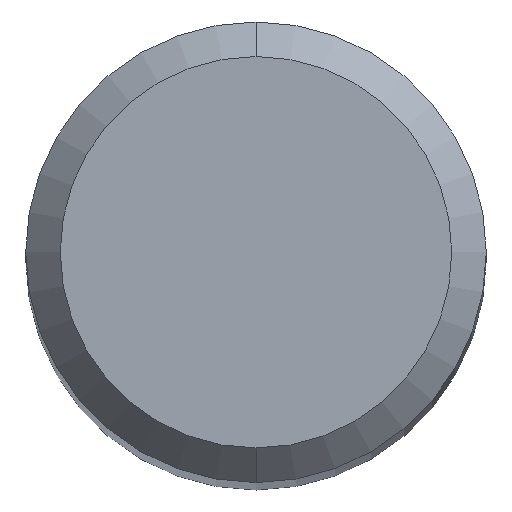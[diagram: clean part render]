
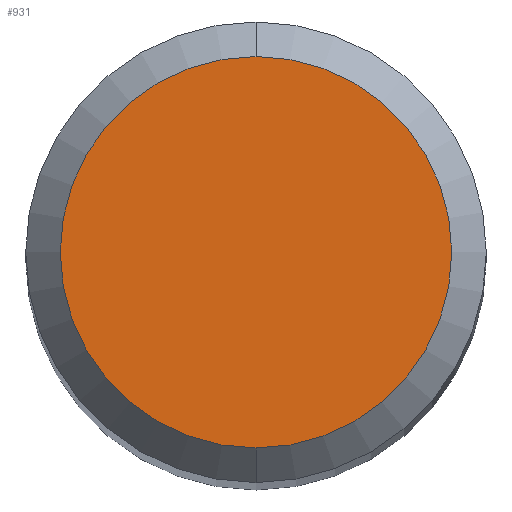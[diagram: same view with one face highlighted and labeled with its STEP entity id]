
A CAD part, top view. The second image highlights one B-rep face of the part: STEP entity #931.
In plain terms, the highlighted planar face has unit normal (0, 0, 1).
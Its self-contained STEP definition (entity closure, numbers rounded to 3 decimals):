
#801=VERTEX_POINT('',#1682);
#931=ADVANCED_FACE('',(#1823),#1824,.T.);
#1045=VERTEX_POINT('',#1945);
#1073=EDGE_CURVE('',#1045,#801,#1977,.T.);
#1217=EDGE_CURVE('',#801,#1045,#2137,.T.);
#1682=CARTESIAN_POINT('',(0.,-1.7,0.0));
#1823=FACE_OUTER_BOUND('',#4978,.T.);
#1824=PLANE('',#4979);
#1945=CARTESIAN_POINT('',(0.0,1.7,0.0));
#1977=CIRCLE('',#5361,1.7);
#2137=CIRCLE('',#6100,1.7);
#4978=EDGE_LOOP('',(#6806,#6807));
#4979=AXIS2_PLACEMENT_3D('',#6808,#6809,#6810);
#5361=AXIS2_PLACEMENT_3D('',#6973,#6974,#6975);
#6100=AXIS2_PLACEMENT_3D('',#7190,#7191,#7192);
#6806=ORIENTED_EDGE('',*,*,#1073,.F.);
#6807=ORIENTED_EDGE('',*,*,#1217,.F.);
#6808=CARTESIAN_POINT('',(0.0,0.85,0.0));
#6809=DIRECTION('',(-0.0,0.0,1.0));
#6810=DIRECTION('',(0.0,-1.0,0.0));
#6973=CARTESIAN_POINT('',(0.0,0.0,0.0));
#6974=DIRECTION('',(0.0,0.0,-1.0));
#6975=DIRECTION('',(0.0,1.0,0.0));
#7190=CARTESIAN_POINT('',(0.0,0.0,0.0));
#7191=DIRECTION('',(0.0,0.0,-1.0));
#7192=DIRECTION('',(0.0,1.0,0.0));
